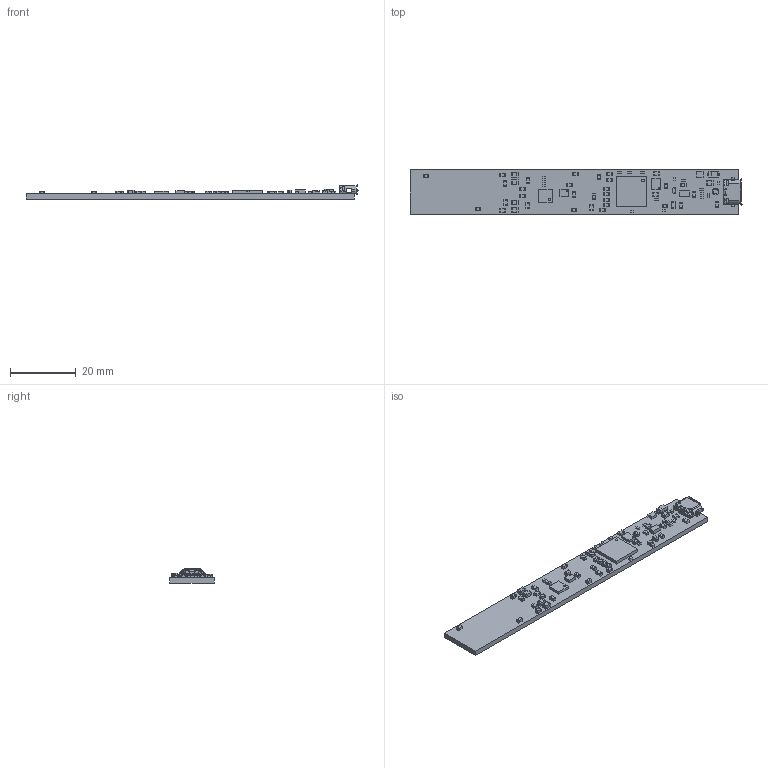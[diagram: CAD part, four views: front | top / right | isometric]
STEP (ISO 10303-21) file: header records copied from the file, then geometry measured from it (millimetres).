
FILE_DESCRIPTION(('Open CASCADE Model'),'2;1');
FILE_NAME('Open CASCADE Shape Model','2022-01-08T11:55:12',('Author'),( 'Open CASCADE'),'Open CASCADE STEP processor 6.8','Open CASCADE 6.8' ,'Unknown');
FILE_SCHEMA(('AUTOMOTIVE_DESIGN { 1 0 10303 214 1 1 1 1 }'));
Length unit declared in the file: millimetre
Products named in the file (130): PCB; Board; Open CASCADE STEP translator 6.8 1.1.1; Y1; 6009846528; Extruded; 6009845568; 6009845248; U2; 6009844928; C42; 6009843888; 6009843568; R8; 6009839728; 6009839328; U3; DRL0005A; J1; ZX62R-B-5P; C13; 6009844608; 6009844368; R20; 6009845888; 6009846448; R23; R33; R19; U1; 6009846208; 6009836288; R4; R3; R2; R1; L10; 6010974864; C24; C44 ...
Assembly tree (280 placements, depth 4):
  PCB
    Board
      Open CASCADE STEP translator 6.8 1.1.1
    Y1
      6009846528
        Extruded
      6009845568
        Extruded
      6009845248
        Extruded
    U2
      6009844928
        Extruded
    C42
      6009843888  x2
        Extruded
      6009843568
        Extruded
    R8
      6009839728  x2
        Extruded
      6009839328
        Extruded
    U3
      DRL0005A
    J1
      ZX62R-B-5P
    C13
      6009844608  x2
        Extruded
      6009844368
        Extruded
    R20
      6009845888  x2
        Extruded
      6009846448
        Extruded
    R23
      6009845888  x2
        Extruded
      6009846448
        Extruded
    R33
      6009845888  x2
        Extruded
      6009846448
        Extruded
    R19
      6009845888  x2
        Extruded
      6009846448
        Extruded
    U1
      6009846208
        Extruded
      6009836288
        Extruded
    R4
      6009844608  x2
        Extruded
Bounding box: 101.16 x 13.51 x 4.32 mm (x, y, z)
Volume: 2415.7 mm3; surface area: 4264.2 mm2
Topology: 185 solids, 185 shells, 1694 faces, 3925 edges, 2570 vertices
Faces by surface type: plane 1243, bspline 426, cylinder 25
Full cylindrical faces by diameter (mm): 0.15 x1
Entity records: 28327 total; most frequent: CARTESIAN_POINT 9074, ORIENTED_EDGE 4226, DIRECTION 2204, EDGE_CURVE 2113, VERTEX_POINT 1362, B_SPLINE_CURVE_WITH_KNOTS 971, LINE 810, VECTOR 810
